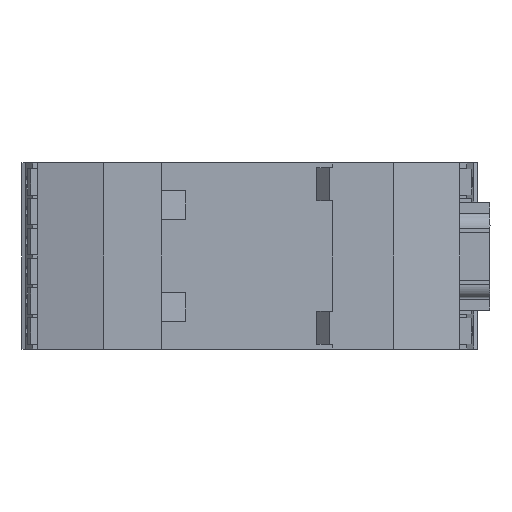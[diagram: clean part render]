
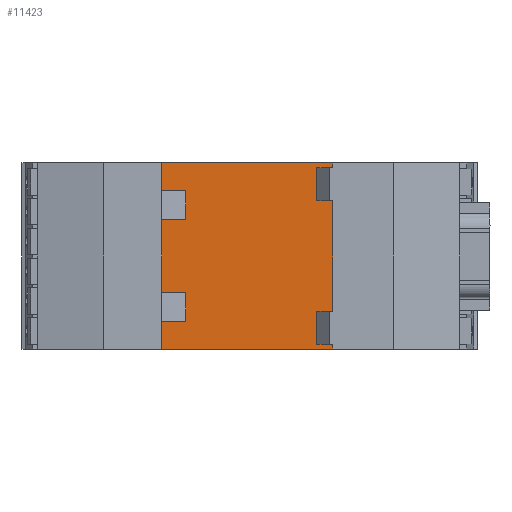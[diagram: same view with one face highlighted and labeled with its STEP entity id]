
A CAD part, left-side view. The second image highlights one B-rep face of the part: STEP entity #11423.
In plain terms, the highlighted planar face has unit normal (-1, 0, 0).
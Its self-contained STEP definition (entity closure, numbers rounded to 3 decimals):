
#4449 = VECTOR ( 'NONE', #83480, 1000. ) ;
#11423 = ADVANCED_FACE ( 'NONE', ( #79691 ), #80014, .F. ) ;
#11536 = EDGE_CURVE ( 'NONE', #19692, #19690, #80984, .T. ) ;
#11745 = EDGE_CURVE ( 'NONE', #19634, #19610, #83138, .T. ) ;
#17561 = CARTESIAN_POINT ( 'NONE',  ( -41.89, -24.647, -5.075 ) ) ;
#17566 = CARTESIAN_POINT ( 'NONE',  ( -41.89, -24.647, -3.875 ) ) ;
#17576 = CARTESIAN_POINT ( 'NONE',  ( -41.89, -24.647, 38.725 ) ) ;
#17577 = CARTESIAN_POINT ( 'NONE',  ( -41.89, -24.647, 39.925 ) ) ;
#19610 = VERTEX_POINT ( 'NONE', #17561 ) ;
#19634 = VERTEX_POINT ( 'NONE', #17566 ) ;
#19690 = VERTEX_POINT ( 'NONE', #17576 ) ;
#19692 = VERTEX_POINT ( 'NONE', #17577 ) ;
#57851 = ORIENTED_EDGE ( 'NONE', *, *, #59254, .F. ) ;
#57853 = ORIENTED_EDGE ( 'NONE', *, *, #59247, .F. ) ;
#57854 = ORIENTED_EDGE ( 'NONE', *, *, #59370, .F. ) ;
#57856 = ORIENTED_EDGE ( 'NONE', *, *, #59256, .F. ) ;
#57858 = ORIENTED_EDGE ( 'NONE', *, *, #59251, .F. ) ;
#57860 = ORIENTED_EDGE ( 'NONE', *, *, #11536, .F. ) ;
#57862 = ORIENTED_EDGE ( 'NONE', *, *, #59338, .F. ) ;
#57863 = ORIENTED_EDGE ( 'NONE', *, *, #59371, .T. ) ;
#57865 = ORIENTED_EDGE ( 'NONE', *, *, #11745, .F. ) ;
#57867 = ORIENTED_EDGE ( 'NONE', *, *, #59372, .F. ) ;
#57869 = ORIENTED_EDGE ( 'NONE', *, *, #59249, .F. ) ;
#57870 = ORIENTED_EDGE ( 'NONE', *, *, #59243, .F. ) ;
#59243 = EDGE_CURVE ( 'NONE', #72498, #19634, #61043, .T. ) ;
#59247 = EDGE_CURVE ( 'NONE', #72487, #72486, #61047, .T. ) ;
#59249 = EDGE_CURVE ( 'NONE', #72486, #72498, #61049, .T. ) ;
#59251 = EDGE_CURVE ( 'NONE', #19690, #72484, #61051, .T. ) ;
#59254 = EDGE_CURVE ( 'NONE', #72484, #72482, #61054, .T. ) ;
#59256 = EDGE_CURVE ( 'NONE', #72482, #72478, #61056, .T. ) ;
#59338 = EDGE_CURVE ( 'NONE', #72345, #19692, #62035, .T. ) ;
#59370 = EDGE_CURVE ( 'NONE', #72478, #72487, #62067, .T. ) ;
#59371 = EDGE_CURVE ( 'NONE', #72345, #72308, #62068, .T. ) ;
#59372 = EDGE_CURVE ( 'NONE', #19610, #72308, #62069, .T. ) ;
#61043 = LINE ( 'NONE', #61701, #61429 ) ;
#61047 = LINE ( 'NONE', #61709, #61433 ) ;
#61049 = LINE ( 'NONE', #61713, #61435 ) ;
#61051 = LINE ( 'NONE', #61717, #61437 ) ;
#61054 = LINE ( 'NONE', #61723, #61440 ) ;
#61056 = LINE ( 'NONE', #61727, #61442 ) ;
#61429 = VECTOR ( 'NONE', #61702, 1000. ) ;
#61433 = VECTOR ( 'NONE', #61710, 1000. ) ;
#61435 = VECTOR ( 'NONE', #61714, 1000. ) ;
#61437 = VECTOR ( 'NONE', #61718, 1000. ) ;
#61440 = VECTOR ( 'NONE', #61724, 1000. ) ;
#61442 = VECTOR ( 'NONE', #61728, 1000. ) ;
#61701 = CARTESIAN_POINT ( 'NONE',  ( -41.89, 16.653, -3.875 ) ) ;
#61702 = DIRECTION ( 'NONE',  ( 0., -1., 0. ) ) ;
#61709 = CARTESIAN_POINT ( 'NONE',  ( -41.89, 16.653, 4.125 ) ) ;
#61710 = DIRECTION ( 'NONE',  ( 0., 1., 0. ) ) ;
#61713 = CARTESIAN_POINT ( 'NONE',  ( -41.89, -21.847, 39.925 ) ) ;
#61714 = DIRECTION ( 'NONE',  ( 0., 0., -1. ) ) ;
#61717 = CARTESIAN_POINT ( 'NONE',  ( -41.89, 16.653, 38.725 ) ) ;
#61718 = DIRECTION ( 'NONE',  ( 0., 1., 0. ) ) ;
#61723 = CARTESIAN_POINT ( 'NONE',  ( -41.89, -21.847, 39.925 ) ) ;
#61724 = DIRECTION ( 'NONE',  ( 0., 0., -1. ) ) ;
#61727 = CARTESIAN_POINT ( 'NONE',  ( -41.89, 16.653, 30.725 ) ) ;
#61728 = DIRECTION ( 'NONE',  ( 0., -1., 0. ) ) ;
#61907 = CARTESIAN_POINT ( 'NONE',  ( -41.89, 16.653, 39.925 ) ) ;
#61908 = DIRECTION ( 'NONE',  ( 0., -1., 0. ) ) ;
#62035 = LINE ( 'NONE', #61907, #62259 ) ;
#62067 = LINE ( 'NONE', #62330, #62291 ) ;
#62068 = LINE ( 'NONE', #62332, #62292 ) ;
#62069 = LINE ( 'NONE', #62334, #62293 ) ;
#62259 = VECTOR ( 'NONE', #61908, 1000. ) ;
#62291 = VECTOR ( 'NONE', #62331, 1000. ) ;
#62292 = VECTOR ( 'NONE', #62333, 1000. ) ;
#62293 = VECTOR ( 'NONE', #62335, 1000. ) ;
#62330 = CARTESIAN_POINT ( 'NONE',  ( -41.89, -24.647, 39.925 ) ) ;
#62331 = DIRECTION ( 'NONE',  ( 0., 0., -1. ) ) ;
#62332 = CARTESIAN_POINT ( 'NONE',  ( -41.89, 16.653, 39.925 ) ) ;
#62333 = DIRECTION ( 'NONE',  ( 0., 0., -1. ) ) ;
#62334 = CARTESIAN_POINT ( 'NONE',  ( -41.89, 18.853, -5.075 ) ) ;
#62335 = DIRECTION ( 'NONE',  ( 0., 1., 0. ) ) ;
#66784 = CARTESIAN_POINT ( 'NONE',  ( -41.89, 16.653, -5.075 ) ) ;
#66808 = CARTESIAN_POINT ( 'NONE',  ( -41.89, 16.653, 39.925 ) ) ;
#66883 = CARTESIAN_POINT ( 'NONE',  ( -41.89, -24.647, 30.725 ) ) ;
#66885 = CARTESIAN_POINT ( 'NONE',  ( -41.89, -21.847, 30.725 ) ) ;
#66886 = CARTESIAN_POINT ( 'NONE',  ( -41.89, -21.847, 38.725 ) ) ;
#66887 = CARTESIAN_POINT ( 'NONE',  ( -41.89, -21.847, 4.125 ) ) ;
#66888 = CARTESIAN_POINT ( 'NONE',  ( -41.89, -24.647, 4.125 ) ) ;
#66894 = CARTESIAN_POINT ( 'NONE',  ( -41.89, -21.847, -3.875 ) ) ;
#72308 = VERTEX_POINT ( 'NONE', #66784 ) ;
#72345 = VERTEX_POINT ( 'NONE', #66808 ) ;
#72478 = VERTEX_POINT ( 'NONE', #66883 ) ;
#72482 = VERTEX_POINT ( 'NONE', #66885 ) ;
#72484 = VERTEX_POINT ( 'NONE', #66886 ) ;
#72486 = VERTEX_POINT ( 'NONE', #66887 ) ;
#72487 = VERTEX_POINT ( 'NONE', #66888 ) ;
#72498 = VERTEX_POINT ( 'NONE', #66894 ) ;
#79691 = FACE_OUTER_BOUND ( 'NONE', #92004, .T. ) ;
#79924 = AXIS2_PLACEMENT_3D ( 'NONE', #80015, #80016, #80017 ) ;
#80014 = PLANE ( 'NONE',  #79924 ) ;
#80015 = CARTESIAN_POINT ( 'NONE',  ( -41.89, 16.653, 39.925 ) ) ;
#80016 = DIRECTION ( 'NONE',  ( 1., 0., 0. ) ) ;
#80017 = DIRECTION ( 'NONE',  ( 0., 0., -1. ) ) ;
#80984 = LINE ( 'NONE', #81560, #81280 ) ;
#81280 = VECTOR ( 'NONE', #81561, 1000. ) ;
#81560 = CARTESIAN_POINT ( 'NONE',  ( -41.89, -24.647, 39.925 ) ) ;
#81561 = DIRECTION ( 'NONE',  ( 0., 0., -1. ) ) ;
#83138 = LINE ( 'NONE', #83479, #4449 ) ;
#83479 = CARTESIAN_POINT ( 'NONE',  ( -41.89, -24.647, 39.925 ) ) ;
#83480 = DIRECTION ( 'NONE',  ( 0., 0., -1. ) ) ;
#92004 = EDGE_LOOP ( 'NONE', ( #57853, #57854, #57856, #57851, #57858, #57860, #57862, #57863, #57867, #57865, #57870, #57869 ) ) ;
